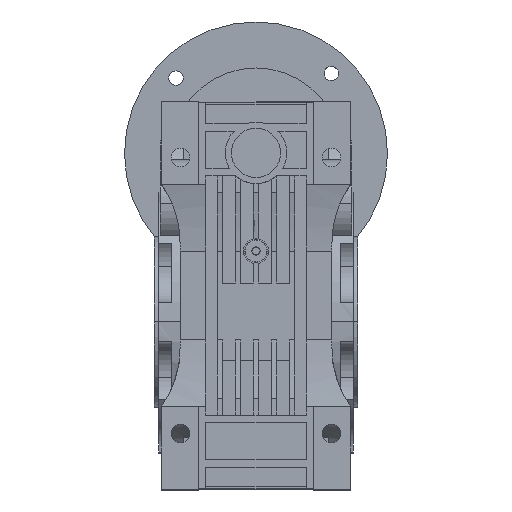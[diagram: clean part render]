
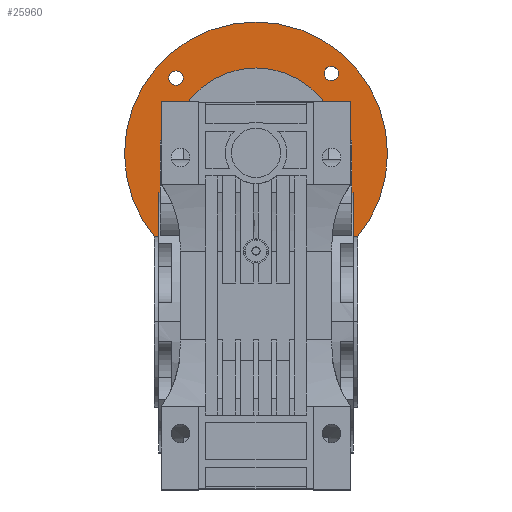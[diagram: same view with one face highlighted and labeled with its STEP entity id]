
A CAD part, top view. The second image highlights one B-rep face of the part: STEP entity #25960.
In plain terms, the highlighted planar face has unit normal (0, 0, 1).
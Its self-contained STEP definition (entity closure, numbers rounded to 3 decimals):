
#74 = CARTESIAN_POINT ( 'NONE',  ( 0., 63.5, -145. ) ) ;
#279 = FACE_BOUND ( 'NONE', #22851, .T. ) ;
#361 = CARTESIAN_POINT ( 'NONE',  ( -51.811, 67.689, -145. ) ) ;
#867 = DIRECTION ( 'NONE',  ( 0., 0., -1. ) ) ;
#1691 = EDGE_CURVE ( 'NONE', #9617, #22609, #8773, .T. ) ;
#1735 = CARTESIAN_POINT ( 'NONE',  ( -55.311, 185.811, -145. ) ) ;
#1738 = VERTEX_POINT ( 'NONE', #21119 ) ;
#2009 = CIRCLE ( 'NONE', #25511, 5.5 ) ;
#2193 = DIRECTION ( 'NONE',  ( 1., 0., 0. ) ) ;
#2401 = VERTEX_POINT ( 'NONE', #361 ) ;
#2492 = ORIENTED_EDGE ( 'NONE', *, *, #1691, .T. ) ;
#2643 = DIRECTION ( 'NONE',  ( 0., 0., -1. ) ) ;
#2948 = VERTEX_POINT ( 'NONE', #22775 ) ;
#3347 = DIRECTION ( 'NONE',  ( 0., 0., -1. ) ) ;
#3598 = AXIS2_PLACEMENT_3D ( 'NONE', #20360, #7995, #22378 ) ;
#3671 = CARTESIAN_POINT ( 'NONE',  ( 0., 128.5, -145. ) ) ;
#3862 = CIRCLE ( 'NONE', #12618, 100. ) ;
#3882 = EDGE_CURVE ( 'NONE', #2948, #11342, #15440, .T. ) ;
#5050 = DIRECTION ( 'NONE',  ( 0., 0., -1. ) ) ;
#5367 = AXIS2_PLACEMENT_3D ( 'NONE', #10878, #25126, #12961 ) ;
#5744 = DIRECTION ( 'NONE',  ( -1., 0., 0. ) ) ;
#5963 = ORIENTED_EDGE ( 'NONE', *, *, #20136, .T. ) ;
#6015 = CARTESIAN_POINT ( 'NONE',  ( -66.311, 185.811, -145. ) ) ;
#6129 = CARTESIAN_POINT ( 'NONE',  ( -62.811, 67.689, -145. ) ) ;
#6132 = DIRECTION ( 'NONE',  ( 0., 0., -1. ) ) ;
#6384 = CARTESIAN_POINT ( 'NONE',  ( 100., 128.5, -145. ) ) ;
#6737 = EDGE_CURVE ( 'NONE', #22609, #9617, #17503, .T. ) ;
#6858 = CARTESIAN_POINT ( 'NONE',  ( 60.811, 71.189, -145. ) ) ;
#7466 = CIRCLE ( 'NONE', #3598, 5.5 ) ;
#7570 = ORIENTED_EDGE ( 'NONE', *, *, #17614, .T. ) ;
#7939 = ORIENTED_EDGE ( 'NONE', *, *, #8934, .T. ) ;
#7995 = DIRECTION ( 'NONE',  ( 0., 0., -1. ) ) ;
#8049 = CIRCLE ( 'NONE', #12223, 5.5 ) ;
#8422 = PLANE ( 'NONE',  #20209 ) ;
#8524 = CARTESIAN_POINT ( 'NONE',  ( -100., 128.5, -145. ) ) ;
#8773 = CIRCLE ( 'NONE', #24139, 65. ) ;
#8934 = EDGE_CURVE ( 'NONE', #1738, #20351, #24082, .T. ) ;
#8992 = DIRECTION ( 'NONE',  ( 1., 0., 0. ) ) ;
#9319 = CARTESIAN_POINT ( 'NONE',  ( 0., 128.5, -145. ) ) ;
#9520 = ORIENTED_EDGE ( 'NONE', *, *, #18848, .T. ) ;
#9617 = VERTEX_POINT ( 'NONE', #20049 ) ;
#10197 = VERTEX_POINT ( 'NONE', #6129 ) ;
#10388 = EDGE_CURVE ( 'NONE', #11342, #2948, #2009, .T. ) ;
#10803 = FACE_OUTER_BOUND ( 'NONE', #25060, .T. ) ;
#10878 = CARTESIAN_POINT ( 'NONE',  ( -57.311, 67.689, -145. ) ) ;
#11084 = EDGE_LOOP ( 'NONE', ( #9520, #5963 ) ) ;
#11342 = VERTEX_POINT ( 'NONE', #17681 ) ;
#11358 = AXIS2_PLACEMENT_3D ( 'NONE', #15850, #3347, #17887 ) ;
#11421 = DIRECTION ( 'NONE',  ( -1., 0., 0. ) ) ;
#11461 = FACE_BOUND ( 'NONE', #17578, .T. ) ;
#11885 = EDGE_CURVE ( 'NONE', #13041, #19435, #21091, .T. ) ;
#12223 = AXIS2_PLACEMENT_3D ( 'NONE', #18548, #6132, #20600 ) ;
#12618 = AXIS2_PLACEMENT_3D ( 'NONE', #15185, #2643, #17237 ) ;
#12759 = ORIENTED_EDGE ( 'NONE', *, *, #13270, .F. ) ;
#12961 = DIRECTION ( 'NONE',  ( 0., -1., 0. ) ) ;
#13041 = VERTEX_POINT ( 'NONE', #1735 ) ;
#13174 = VERTEX_POINT ( 'NONE', #6384 ) ;
#13270 = EDGE_CURVE ( 'NONE', #20624, #13174, #3862, .T. ) ;
#13438 = CARTESIAN_POINT ( 'NONE',  ( -60.811, 185.811, -145. ) ) ;
#13705 = ORIENTED_EDGE ( 'NONE', *, *, #10388, .T. ) ;
#14759 = DIRECTION ( 'NONE',  ( 0., 0., 1. ) ) ;
#14914 = ORIENTED_EDGE ( 'NONE', *, *, #3882, .T. ) ;
#15185 = CARTESIAN_POINT ( 'NONE',  ( 0., 128.5, -145. ) ) ;
#15440 = CIRCLE ( 'NONE', #18699, 5.5 ) ;
#15516 = DIRECTION ( 'NONE',  ( -1., 0., 0. ) ) ;
#15850 = CARTESIAN_POINT ( 'NONE',  ( 57.311, 189.311, -145. ) ) ;
#16322 = FACE_BOUND ( 'NONE', #18399, .T. ) ;
#17237 = DIRECTION ( 'NONE',  ( -1., 0., 0. ) ) ;
#17503 = CIRCLE ( 'NONE', #24065, 65. ) ;
#17534 = CARTESIAN_POINT ( 'NONE',  ( 57.311, 189.311, -145. ) ) ;
#17578 = EDGE_LOOP ( 'NONE', ( #23031, #7939 ) ) ;
#17614 = EDGE_CURVE ( 'NONE', #19435, #13041, #7466, .T. ) ;
#17681 = CARTESIAN_POINT ( 'NONE',  ( 66.311, 71.189, -145. ) ) ;
#17810 = CARTESIAN_POINT ( 'NONE',  ( 51.811, 189.311, -145. ) ) ;
#17887 = DIRECTION ( 'NONE',  ( 0., 1., 0. ) ) ;
#18189 = DIRECTION ( 'NONE',  ( 0., 0., -1. ) ) ;
#18399 = EDGE_LOOP ( 'NONE', ( #19358, #2492 ) ) ;
#18548 = CARTESIAN_POINT ( 'NONE',  ( -57.311, 67.689, -145. ) ) ;
#18672 = EDGE_CURVE ( 'NONE', #20351, #1738, #23514, .T. ) ;
#18699 = AXIS2_PLACEMENT_3D ( 'NONE', #20985, #20895, #20809 ) ;
#18848 = EDGE_CURVE ( 'NONE', #10197, #2401, #8049, .T. ) ;
#19358 = ORIENTED_EDGE ( 'NONE', *, *, #6737, .T. ) ;
#19435 = VERTEX_POINT ( 'NONE', #6015 ) ;
#19550 = DIRECTION ( 'NONE',  ( 0., 1., 0. ) ) ;
#20049 = CARTESIAN_POINT ( 'NONE',  ( 65., 128.5, -145. ) ) ;
#20056 = ORIENTED_EDGE ( 'NONE', *, *, #24834, .F. ) ;
#20136 = EDGE_CURVE ( 'NONE', #2401, #10197, #21229, .T. ) ;
#20209 = AXIS2_PLACEMENT_3D ( 'NONE', #74, #14759, #2193 ) ;
#20351 = VERTEX_POINT ( 'NONE', #17810 ) ;
#20360 = CARTESIAN_POINT ( 'NONE',  ( -60.811, 185.811, -145. ) ) ;
#20600 = DIRECTION ( 'NONE',  ( 0., -1., 0. ) ) ;
#20624 = VERTEX_POINT ( 'NONE', #8524 ) ;
#20809 = DIRECTION ( 'NONE',  ( 1., 0., 0. ) ) ;
#20895 = DIRECTION ( 'NONE',  ( 0., 0., -1. ) ) ;
#20985 = CARTESIAN_POINT ( 'NONE',  ( 60.811, 71.189, -145. ) ) ;
#21091 = CIRCLE ( 'NONE', #21135, 5.5 ) ;
#21119 = CARTESIAN_POINT ( 'NONE',  ( 62.811, 189.311, -145. ) ) ;
#21135 = AXIS2_PLACEMENT_3D ( 'NONE', #13438, #867, #15516 ) ;
#21229 = CIRCLE ( 'NONE', #5367, 5.5 ) ;
#21302 = DIRECTION ( 'NONE',  ( 0., 0., -1. ) ) ;
#21424 = CIRCLE ( 'NONE', #26739, 100. ) ;
#21685 = FACE_BOUND ( 'NONE', #11084, .T. ) ;
#22259 = CARTESIAN_POINT ( 'NONE',  ( -65., 128.5, -145. ) ) ;
#22282 = DIRECTION ( 'NONE',  ( -1., 0., 0. ) ) ;
#22338 = DIRECTION ( 'NONE',  ( 0., 0., -1. ) ) ;
#22378 = DIRECTION ( 'NONE',  ( -1., 0., 0. ) ) ;
#22423 = CARTESIAN_POINT ( 'NONE',  ( 0., 128.5, -145. ) ) ;
#22609 = VERTEX_POINT ( 'NONE', #22259 ) ;
#22775 = CARTESIAN_POINT ( 'NONE',  ( 55.311, 71.189, -145. ) ) ;
#22851 = EDGE_LOOP ( 'NONE', ( #7570, #23468 ) ) ;
#22956 = FACE_BOUND ( 'NONE', #24505, .T. ) ;
#23031 = ORIENTED_EDGE ( 'NONE', *, *, #18672, .T. ) ;
#23468 = ORIENTED_EDGE ( 'NONE', *, *, #11885, .T. ) ;
#23514 = CIRCLE ( 'NONE', #11358, 5.5 ) ;
#23652 = DIRECTION ( 'NONE',  ( 0., 0., -1. ) ) ;
#24000 = AXIS2_PLACEMENT_3D ( 'NONE', #17534, #5050, #19550 ) ;
#24065 = AXIS2_PLACEMENT_3D ( 'NONE', #9319, #23652, #11421 ) ;
#24082 = CIRCLE ( 'NONE', #24000, 5.5 ) ;
#24139 = AXIS2_PLACEMENT_3D ( 'NONE', #22423, #22338, #22282 ) ;
#24505 = EDGE_LOOP ( 'NONE', ( #14914, #13705 ) ) ;
#24834 = EDGE_CURVE ( 'NONE', #13174, #20624, #21424, .T. ) ;
#25060 = EDGE_LOOP ( 'NONE', ( #12759, #20056 ) ) ;
#25126 = DIRECTION ( 'NONE',  ( 0., 0., -1. ) ) ;
#25511 = AXIS2_PLACEMENT_3D ( 'NONE', #6858, #21302, #8992 ) ;
#25960 = ADVANCED_FACE ( 'NONE', ( #21685, #22956, #11461, #279, #16322, #10803 ), #8422, .T. ) ;
#26739 = AXIS2_PLACEMENT_3D ( 'NONE', #3671, #18189, #5744 ) ;
